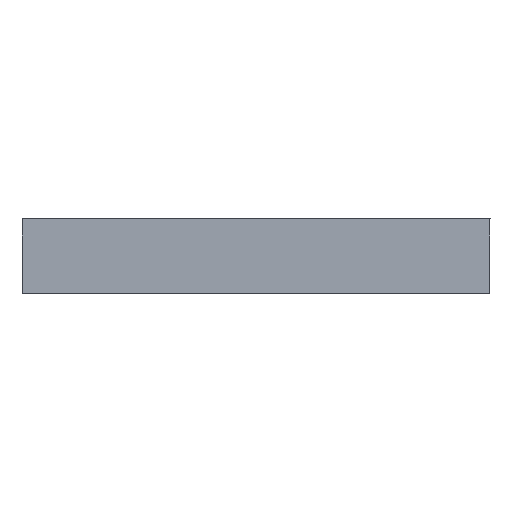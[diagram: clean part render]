
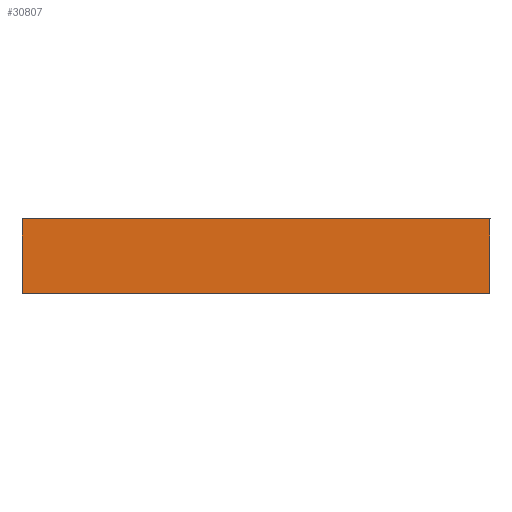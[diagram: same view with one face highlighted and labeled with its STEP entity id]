
A CAD part, left-side view. The second image highlights one B-rep face of the part: STEP entity #30807.
In plain terms, the highlighted planar face has unit normal (-1, 0, 0).
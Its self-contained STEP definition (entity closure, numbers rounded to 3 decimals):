
#506 = EDGE_LOOP ( 'NONE', ( #6611, #58714, #51379, #11441 ) ) ;
#774 = EDGE_CURVE ( 'NONE', #16340, #29935, #52759, .T. ) ;
#872 = EDGE_CURVE ( 'NONE', #16340, #7833, #27513, .T. ) ;
#2196 = VECTOR ( 'NONE', #42482, 1000. ) ;
#4321 = CARTESIAN_POINT ( 'NONE',  ( 0., 0., 0. ) ) ;
#4626 = CARTESIAN_POINT ( 'NONE',  ( 0., 0., 0. ) ) ;
#4802 = VECTOR ( 'NONE', #23800, 1000. ) ;
#6047 = VERTEX_POINT ( 'NONE', #38928 ) ;
#6611 = ORIENTED_EDGE ( 'NONE', *, *, #774, .T. ) ;
#7833 = VERTEX_POINT ( 'NONE', #11579 ) ;
#11441 = ORIENTED_EDGE ( 'NONE', *, *, #872, .F. ) ;
#11579 = CARTESIAN_POINT ( 'NONE',  ( 0., 10., 0. ) ) ;
#16340 = VERTEX_POINT ( 'NONE', #31751 ) ;
#17231 = DIRECTION ( 'NONE',  ( 0., 0., 1. ) ) ;
#18528 = DIRECTION ( 'NONE',  ( 0., 0., 1. ) ) ;
#20191 = DIRECTION ( 'NONE',  ( 0., 1., 0. ) ) ;
#22489 = PLANE ( 'NONE',  #32148 ) ;
#23800 = DIRECTION ( 'NONE',  ( 0., 0., 1. ) ) ;
#24602 = EDGE_CURVE ( 'NONE', #29935, #6047, #58265, .T. ) ;
#27513 = LINE ( 'NONE', #51573, #2196 ) ;
#29935 = VERTEX_POINT ( 'NONE', #54889 ) ;
#30807 = ADVANCED_FACE ( 'NONE', ( #44953 ), #22489, .T. ) ;
#31751 = CARTESIAN_POINT ( 'NONE',  ( 0., 0., 0. ) ) ;
#32148 = AXIS2_PLACEMENT_3D ( 'NONE', #4321, #54697, #17231 ) ;
#34029 = VECTOR ( 'NONE', #18528, 1000. ) ;
#38111 = CARTESIAN_POINT ( 'NONE',  ( 0., 0., 1.6 ) ) ;
#38928 = CARTESIAN_POINT ( 'NONE',  ( 0., 10., 1.6 ) ) ;
#42482 = DIRECTION ( 'NONE',  ( 0., 1., 0. ) ) ;
#44953 = FACE_OUTER_BOUND ( 'NONE', #506, .T. ) ;
#46016 = VECTOR ( 'NONE', #20191, 1000. ) ;
#50195 = EDGE_CURVE ( 'NONE', #7833, #6047, #50941, .T. ) ;
#50941 = LINE ( 'NONE', #56419, #4802 ) ;
#51379 = ORIENTED_EDGE ( 'NONE', *, *, #50195, .F. ) ;
#51573 = CARTESIAN_POINT ( 'NONE',  ( 0., 0., 0. ) ) ;
#52759 = LINE ( 'NONE', #4626, #34029 ) ;
#54697 = DIRECTION ( 'NONE',  ( -1., 0., 0. ) ) ;
#54889 = CARTESIAN_POINT ( 'NONE',  ( 0., 0., 1.6 ) ) ;
#56419 = CARTESIAN_POINT ( 'NONE',  ( 0., 10., 0. ) ) ;
#58265 = LINE ( 'NONE', #38111, #46016 ) ;
#58714 = ORIENTED_EDGE ( 'NONE', *, *, #24602, .T. ) ;
